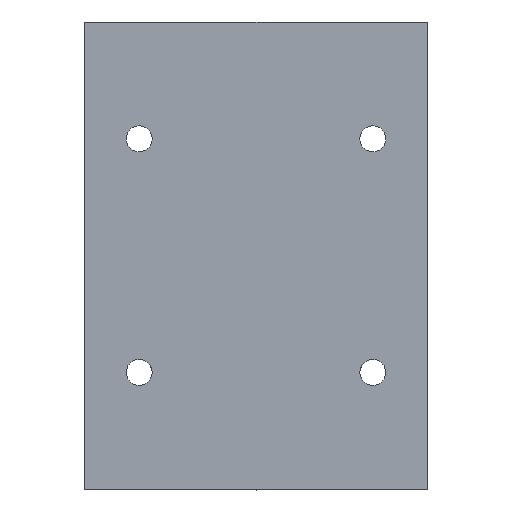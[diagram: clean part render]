
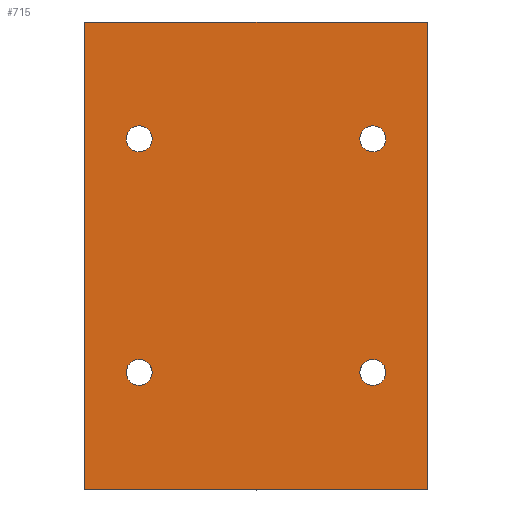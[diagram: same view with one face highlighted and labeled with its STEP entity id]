
A CAD part, top view. The second image highlights one B-rep face of the part: STEP entity #715.
In plain terms, the highlighted planar face has unit normal (0, 0, 1).
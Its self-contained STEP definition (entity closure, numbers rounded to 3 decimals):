
#26=FACE_BOUND('',#123,.T.);
#27=FACE_BOUND('',#124,.T.);
#28=FACE_BOUND('',#125,.T.);
#29=FACE_BOUND('',#126,.T.);
#42=PLANE('',#795);
#75=FACE_OUTER_BOUND('',#122,.T.);
#122=EDGE_LOOP('',(#599,#600,#601,#602));
#123=EDGE_LOOP('',(#603));
#124=EDGE_LOOP('',(#604));
#125=EDGE_LOOP('',(#605));
#126=EDGE_LOOP('',(#606));
#182=LINE('',#1204,#240);
#188=LINE('',#1215,#246);
#192=LINE('',#1224,#250);
#193=LINE('',#1225,#251);
#240=VECTOR('',#948,10.);
#246=VECTOR('',#958,10.);
#250=VECTOR('',#966,10.);
#251=VECTOR('',#967,10.);
#295=CIRCLE('',#796,1.666);
#296=CIRCLE('',#797,1.666);
#297=CIRCLE('',#798,1.666);
#298=CIRCLE('',#799,1.666);
#353=VERTEX_POINT('',#1202);
#354=VERTEX_POINT('',#1203);
#357=VERTEX_POINT('',#1214);
#360=VERTEX_POINT('',#1223);
#361=VERTEX_POINT('',#1226);
#362=VERTEX_POINT('',#1228);
#363=VERTEX_POINT('',#1230);
#364=VERTEX_POINT('',#1232);
#439=EDGE_CURVE('',#353,#354,#182,.T.);
#445=EDGE_CURVE('',#357,#353,#188,.T.);
#450=EDGE_CURVE('',#360,#354,#192,.T.);
#451=EDGE_CURVE('',#360,#357,#193,.T.);
#452=EDGE_CURVE('',#361,#361,#295,.T.);
#453=EDGE_CURVE('',#362,#362,#296,.T.);
#454=EDGE_CURVE('',#363,#363,#297,.T.);
#455=EDGE_CURVE('',#364,#364,#298,.T.);
#599=ORIENTED_EDGE('',*,*,#439,.T.);
#600=ORIENTED_EDGE('',*,*,#450,.F.);
#601=ORIENTED_EDGE('',*,*,#451,.T.);
#602=ORIENTED_EDGE('',*,*,#445,.T.);
#603=ORIENTED_EDGE('',*,*,#452,.F.);
#604=ORIENTED_EDGE('',*,*,#453,.F.);
#605=ORIENTED_EDGE('',*,*,#454,.F.);
#606=ORIENTED_EDGE('',*,*,#455,.F.);
#715=ADVANCED_FACE('',(#75,#26,#27,#28,#29),#42,.F.);
#795=AXIS2_PLACEMENT_3D('',#1222,#964,#965);
#796=AXIS2_PLACEMENT_3D('',#1227,#968,#969);
#797=AXIS2_PLACEMENT_3D('',#1229,#970,#971);
#798=AXIS2_PLACEMENT_3D('',#1231,#972,#973);
#799=AXIS2_PLACEMENT_3D('',#1233,#974,#975);
#948=DIRECTION('',(0.,1.,0.));
#958=DIRECTION('',(1.,0.,0.));
#964=DIRECTION('center_axis',(0.,0.,
-1.));
#965=DIRECTION('ref_axis',(-1.,0.,0.));
#966=DIRECTION('',(1.,0.,0.));
#967=DIRECTION('',(0.,-1.,0.));
#968=DIRECTION('center_axis',(0.,0.,
1.));
#969=DIRECTION('ref_axis',(-1.,0.,0.));
#970=DIRECTION('center_axis',(0.,0.,
1.));
#971=DIRECTION('ref_axis',(-1.,0.,0.));
#972=DIRECTION('center_axis',(0.,0.,
1.));
#973=DIRECTION('ref_axis',(-1.,0.,0.));
#974=DIRECTION('center_axis',(0.,0.,
1.));
#975=DIRECTION('ref_axis',(-1.,0.,0.));
#1202=CARTESIAN_POINT('',(21.801,-38.18,113.82));
#1203=CARTESIAN_POINT('',(21.801,21.82,113.82));
#1204=CARTESIAN_POINT('',(21.801,6.82,113.82));
#1214=CARTESIAN_POINT('',(-22.198,-38.18,113.82));
#1215=CARTESIAN_POINT('',(-22.198,-38.18,113.82));
#1222=CARTESIAN_POINT('Origin',(-0.198,-8.18,113.82));
#1223=CARTESIAN_POINT('',(-22.198,21.82,113.82));
#1224=CARTESIAN_POINT('',(-0.198,21.82,113.82));
#1225=CARTESIAN_POINT('',(-22.198,-18.68,113.82));
#1226=CARTESIAN_POINT('',(16.468,-23.18,113.82));
#1227=CARTESIAN_POINT('Origin',(14.802,-23.18,113.82));
#1228=CARTESIAN_POINT('',(-13.532,-23.18,113.82));
#1229=CARTESIAN_POINT('Origin',(-15.198,-23.18,113.82));
#1230=CARTESIAN_POINT('',(16.468,6.82,113.82));
#1231=CARTESIAN_POINT('Origin',(14.802,6.82,113.82));
#1232=CARTESIAN_POINT('',(-13.532,6.82,113.82));
#1233=CARTESIAN_POINT('Origin',(-15.198,6.82,113.82));
